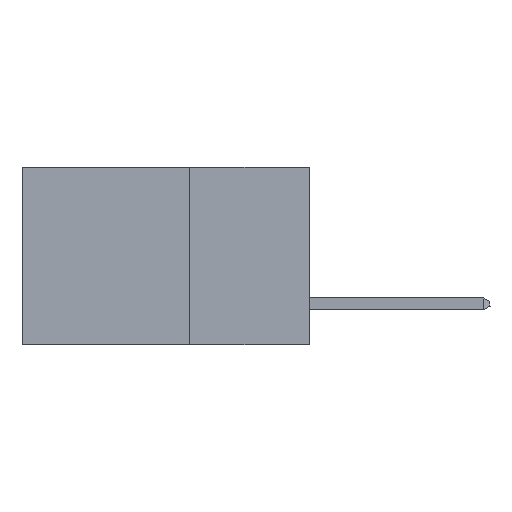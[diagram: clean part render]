
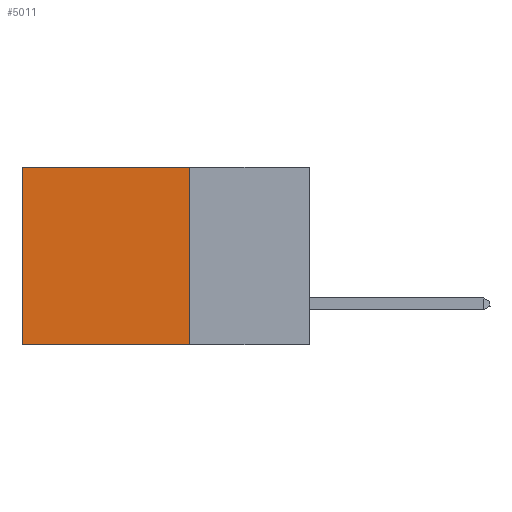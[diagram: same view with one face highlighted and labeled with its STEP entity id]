
A CAD part, left-side view. The second image highlights one B-rep face of the part: STEP entity #5011.
In plain terms, the highlighted planar face has unit normal (-1, 0, 0).
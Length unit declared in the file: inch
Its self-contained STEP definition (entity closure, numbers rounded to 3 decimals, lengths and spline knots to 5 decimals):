
#68 = CARTESIAN_POINT ( 'NONE',  ( 0.2875, 0.6, 0. ) ) ;
#480 = EDGE_CURVE ( 'NONE', #17318, #950, #16191, .T. ) ;
#579 = LINE ( 'NONE', #10322, #13371 ) ;
#950 = VERTEX_POINT ( 'NONE', #12761 ) ;
#2038 = DIRECTION ( 'NONE',  ( 0., 0., -1. ) ) ;
#2734 = CARTESIAN_POINT ( 'NONE',  ( 0.2875, 0.25, 0. ) ) ;
#2818 = LINE ( 'NONE', #68, #21651 ) ;
#3112 = DIRECTION ( 'NONE',  ( 0., 0., -1. ) ) ;
#5011 = ADVANCED_FACE ( 'NONE', ( #24797 ), #9327, .F. ) ;
#5475 = ORIENTED_EDGE ( 'NONE', *, *, #11123, .F. ) ;
#5521 = LINE ( 'NONE', #10700, #17650 ) ;
#7221 = AXIS2_PLACEMENT_3D ( 'NONE', #24441, #26703, #3112 ) ;
#8973 = CARTESIAN_POINT ( 'NONE',  ( 0.2875, 0.6, -0.37 ) ) ;
#9090 = EDGE_LOOP ( 'NONE', ( #22253, #5475, #27865, #13991 ) ) ;
#9296 = DIRECTION ( 'NONE',  ( 0., 0., -1. ) ) ;
#9327 = PLANE ( 'NONE',  #7221 ) ;
#10310 = CARTESIAN_POINT ( 'NONE',  ( 0.2875, 0.25, 0. ) ) ;
#10322 = CARTESIAN_POINT ( 'NONE',  ( 0.2875, 0.25, -0.37 ) ) ;
#10700 = CARTESIAN_POINT ( 'NONE',  ( 0.2875, 0.25, 0. ) ) ;
#11123 = EDGE_CURVE ( 'NONE', #26106, #13002, #579, .T. ) ;
#12761 = CARTESIAN_POINT ( 'NONE',  ( 0.2875, 0.6, 0. ) ) ;
#13002 = VERTEX_POINT ( 'NONE', #8973 ) ;
#13371 = VECTOR ( 'NONE', #21208, 39.37008 ) ;
#13531 = DIRECTION ( 'NONE',  ( 0., 1., 0. ) ) ;
#13991 = ORIENTED_EDGE ( 'NONE', *, *, #480, .T. ) ;
#15790 = CARTESIAN_POINT ( 'NONE',  ( 0.2875, 0.25, -0.37 ) ) ;
#16191 = LINE ( 'NONE', #2734, #20216 ) ;
#17318 = VERTEX_POINT ( 'NONE', #10310 ) ;
#17650 = VECTOR ( 'NONE', #2038, 39.37008 ) ;
#20216 = VECTOR ( 'NONE', #13531, 39.37008 ) ;
#21208 = DIRECTION ( 'NONE',  ( 0., 1., 0. ) ) ;
#21651 = VECTOR ( 'NONE', #9296, 39.37008 ) ;
#22253 = ORIENTED_EDGE ( 'NONE', *, *, #27301, .T. ) ;
#24082 = EDGE_CURVE ( 'NONE', #17318, #26106, #5521, .T. ) ;
#24441 = CARTESIAN_POINT ( 'NONE',  ( 0.2875, 0.25, 0. ) ) ;
#24797 = FACE_OUTER_BOUND ( 'NONE', #9090, .T. ) ;
#26106 = VERTEX_POINT ( 'NONE', #15790 ) ;
#26703 = DIRECTION ( 'NONE',  ( 1., 0., 0. ) ) ;
#27301 = EDGE_CURVE ( 'NONE', #950, #13002, #2818, .T. ) ;
#27865 = ORIENTED_EDGE ( 'NONE', *, *, #24082, .F. ) ;
